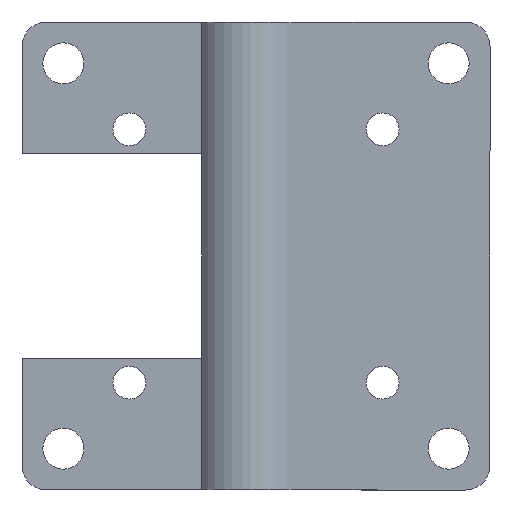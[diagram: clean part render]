
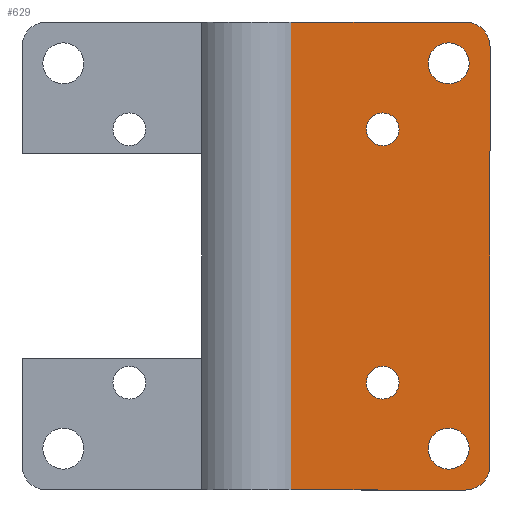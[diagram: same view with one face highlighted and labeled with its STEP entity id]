
A CAD part, front view. The second image highlights one B-rep face of the part: STEP entity #629.
In plain terms, the highlighted planar face has unit normal (0, -1, 0).
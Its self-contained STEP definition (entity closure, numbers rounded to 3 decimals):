
#31 = DIRECTION ( 'NONE',  ( 0., 1., 0. ) ) ;
#37 = DIRECTION ( 'NONE',  ( 0., 0., -1. ) ) ;
#64 = CARTESIAN_POINT ( 'NONE',  ( 23.57, 0., -23.57 ) ) ;
#97 = CIRCLE ( 'NONE', #256, 2.5 ) ;
#109 = CARTESIAN_POINT ( 'NONE',  ( 28.625, 0., -25.625 ) ) ;
#173 = AXIS2_PLACEMENT_3D ( 'NONE', #1152, #31, #399 ) ;
#188 = VERTEX_POINT ( 'NONE', #1344 ) ;
#207 = VERTEX_POINT ( 'NONE', #763 ) ;
#234 = DIRECTION ( 'NONE',  ( -1., 0., 0. ) ) ;
#241 = CARTESIAN_POINT ( 'NONE',  ( 25.625, 0., -25.625 ) ) ;
#256 = AXIS2_PLACEMENT_3D ( 'NONE', #2097, #1151, #1004 ) ;
#258 = DIRECTION ( 'NONE',  ( 0., 1., 0. ) ) ;
#289 = CIRCLE ( 'NONE', #1406, 2. ) ;
#365 = EDGE_LOOP ( 'NONE', ( #1476, #2333 ) ) ;
#399 = DIRECTION ( 'NONE',  ( 0., 0., 1. ) ) ;
#419 = CARTESIAN_POINT ( 'NONE',  ( 23.57, 0., -21.07 ) ) ;
#458 = DIRECTION ( 'NONE',  ( 0., 0., 1. ) ) ;
#472 = FACE_BOUND ( 'NONE', #365, .T. ) ;
#480 = AXIS2_PLACEMENT_3D ( 'NONE', #749, #1516, #1875 ) ;
#495 = VERTEX_POINT ( 'NONE', #1774 ) ;
#543 = EDGE_CURVE ( 'NONE', #1732, #207, #1993, .T. ) ;
#559 = CARTESIAN_POINT ( 'NONE',  ( 15.5, 0., 15.5 ) ) ;
#572 = CARTESIAN_POINT ( 'NONE',  ( 25.625, 0., 25.625 ) ) ;
#592 = VERTEX_POINT ( 'NONE', #419 ) ;
#598 = ORIENTED_EDGE ( 'NONE', *, *, #1324, .F. ) ;
#629 = ADVANCED_FACE ( 'NONE', ( #1452, #1798, #2180, #1051, #472 ), #853, .T. ) ;
#637 = AXIS2_PLACEMENT_3D ( 'NONE', #1064, #1613, #2012 ) ;
#666 = DIRECTION ( 'NONE',  ( 0., 0., -1. ) ) ;
#668 = ORIENTED_EDGE ( 'NONE', *, *, #1360, .F. ) ;
#749 = CARTESIAN_POINT ( 'NONE',  ( 15.5, 0., -15.5 ) ) ;
#763 = CARTESIAN_POINT ( 'NONE',  ( 25.625, 0., -28.625 ) ) ;
#809 = AXIS2_PLACEMENT_3D ( 'NONE', #1734, #258, #2301 ) ;
#820 = EDGE_CURVE ( 'NONE', #1856, #495, #884, .T. ) ;
#834 = DIRECTION ( 'NONE',  ( 0., 1., 0. ) ) ;
#853 = PLANE ( 'NONE',  #637 ) ;
#883 = CARTESIAN_POINT ( 'NONE',  ( 15.5, 0., 17.5 ) ) ;
#884 = CIRCLE ( 'NONE', #480, 2. ) ;
#885 = DIRECTION ( 'NONE',  ( 0., 1., 0. ) ) ;
#887 = ORIENTED_EDGE ( 'NONE', *, *, #2276, .T. ) ;
#902 = VERTEX_POINT ( 'NONE', #2285 ) ;
#924 = AXIS2_PLACEMENT_3D ( 'NONE', #64, #2335, #1745 ) ;
#942 = EDGE_CURVE ( 'NONE', #207, #2112, #1927, .T. ) ;
#978 = EDGE_CURVE ( 'NONE', #592, #188, #1995, .T. ) ;
#984 = CARTESIAN_POINT ( 'NONE',  ( 25.625, 0., -28.625 ) ) ;
#1004 = DIRECTION ( 'NONE',  ( 0., 0., 1. ) ) ;
#1031 = EDGE_CURVE ( 'NONE', #1075, #1976, #2048, .T. ) ;
#1051 = FACE_BOUND ( 'NONE', #1104, .T. ) ;
#1064 = CARTESIAN_POINT ( 'NONE',  ( 25.625, 0., -25.625 ) ) ;
#1075 = VERTEX_POINT ( 'NONE', #1394 ) ;
#1104 = EDGE_LOOP ( 'NONE', ( #1206, #1453 ) ) ;
#1120 = EDGE_LOOP ( 'NONE', ( #887, #1393 ) ) ;
#1127 = DIRECTION ( 'NONE',  ( 0., 1., 0. ) ) ;
#1140 = CARTESIAN_POINT ( 'NONE',  ( 4.249, 0., -28.625 ) ) ;
#1151 = DIRECTION ( 'NONE',  ( 0., 1., 0. ) ) ;
#1152 = CARTESIAN_POINT ( 'NONE',  ( 23.57, 0., 23.57 ) ) ;
#1206 = ORIENTED_EDGE ( 'NONE', *, *, #1583, .T. ) ;
#1207 = ORIENTED_EDGE ( 'NONE', *, *, #1819, .T. ) ;
#1209 = AXIS2_PLACEMENT_3D ( 'NONE', #1585, #834, #458 ) ;
#1212 = CIRCLE ( 'NONE', #2402, 2. ) ;
#1216 = VERTEX_POINT ( 'NONE', #883 ) ;
#1248 = CIRCLE ( 'NONE', #173, 2.5 ) ;
#1303 = EDGE_LOOP ( 'NONE', ( #2368, #2456, #1654, #1864, #668, #598 ) ) ;
#1308 = EDGE_CURVE ( 'NONE', #1976, #1075, #1248, .T. ) ;
#1324 = EDGE_CURVE ( 'NONE', #1986, #1416, #2239, .T. ) ;
#1325 = DIRECTION ( 'NONE',  ( 0., 1., 0. ) ) ;
#1326 = DIRECTION ( 'NONE',  ( 0., 0., 1. ) ) ;
#1344 = CARTESIAN_POINT ( 'NONE',  ( 23.57, 0., -26.07 ) ) ;
#1352 = CARTESIAN_POINT ( 'NONE',  ( 25.625, 0., 28.625 ) ) ;
#1360 = EDGE_CURVE ( 'NONE', #1416, #2260, #2399, .T. ) ;
#1384 = EDGE_LOOP ( 'NONE', ( #1207, #2119 ) ) ;
#1393 = ORIENTED_EDGE ( 'NONE', *, *, #2228, .T. ) ;
#1394 = CARTESIAN_POINT ( 'NONE',  ( 23.57, 0., 26.07 ) ) ;
#1406 = AXIS2_PLACEMENT_3D ( 'NONE', #559, #1127, #1326 ) ;
#1408 = AXIS2_PLACEMENT_3D ( 'NONE', #572, #1325, #2439 ) ;
#1414 = DIRECTION ( 'NONE',  ( 0., 1., 0. ) ) ;
#1416 = VERTEX_POINT ( 'NONE', #2098 ) ;
#1449 = VECTOR ( 'NONE', #1512, 1000. ) ;
#1452 = FACE_OUTER_BOUND ( 'NONE', #1303, .T. ) ;
#1453 = ORIENTED_EDGE ( 'NONE', *, *, #820, .T. ) ;
#1476 = ORIENTED_EDGE ( 'NONE', *, *, #1308, .T. ) ;
#1500 = CARTESIAN_POINT ( 'NONE',  ( 4.249, 0., 28.625 ) ) ;
#1512 = DIRECTION ( 'NONE',  ( 1., 0., 0. ) ) ;
#1516 = DIRECTION ( 'NONE',  ( 0., 1., 0. ) ) ;
#1564 = EDGE_CURVE ( 'NONE', #2260, #1732, #1815, .T. ) ;
#1572 = VECTOR ( 'NONE', #666, 1000. ) ;
#1583 = EDGE_CURVE ( 'NONE', #495, #1856, #1212, .T. ) ;
#1585 = CARTESIAN_POINT ( 'NONE',  ( 15.5, 0., 15.5 ) ) ;
#1613 = DIRECTION ( 'NONE',  ( 0., -1., 0. ) ) ;
#1625 = EDGE_CURVE ( 'NONE', #1986, #2112, #2185, .T. ) ;
#1645 = DIRECTION ( 'NONE',  ( 0., 0., 1. ) ) ;
#1654 = ORIENTED_EDGE ( 'NONE', *, *, #543, .F. ) ;
#1716 = AXIS2_PLACEMENT_3D ( 'NONE', #241, #1414, #37 ) ;
#1717 = VECTOR ( 'NONE', #234, 1000. ) ;
#1732 = VERTEX_POINT ( 'NONE', #1881 ) ;
#1734 = CARTESIAN_POINT ( 'NONE',  ( 23.57, 0., 23.57 ) ) ;
#1745 = DIRECTION ( 'NONE',  ( 0., 0., 1. ) ) ;
#1760 = CARTESIAN_POINT ( 'NONE',  ( 15.5, 0., -13.5 ) ) ;
#1774 = CARTESIAN_POINT ( 'NONE',  ( 15.5, 0., -17.5 ) ) ;
#1798 = FACE_BOUND ( 'NONE', #1120, .T. ) ;
#1815 = LINE ( 'NONE', #109, #1572 ) ;
#1819 = EDGE_CURVE ( 'NONE', #188, #592, #97, .T. ) ;
#1856 = VERTEX_POINT ( 'NONE', #1760 ) ;
#1864 = ORIENTED_EDGE ( 'NONE', *, *, #1564, .F. ) ;
#1875 = DIRECTION ( 'NONE',  ( 0., 0., 1. ) ) ;
#1881 = CARTESIAN_POINT ( 'NONE',  ( 28.625, 0., -25.625 ) ) ;
#1927 = LINE ( 'NONE', #984, #1717 ) ;
#1976 = VERTEX_POINT ( 'NONE', #2011 ) ;
#1981 = CARTESIAN_POINT ( 'NONE',  ( 28.625, 0., 25.625 ) ) ;
#1986 = VERTEX_POINT ( 'NONE', #1500 ) ;
#1993 = CIRCLE ( 'NONE', #1716, 3. ) ;
#1995 = CIRCLE ( 'NONE', #924, 2.5 ) ;
#2011 = CARTESIAN_POINT ( 'NONE',  ( 23.57, 0., 21.07 ) ) ;
#2012 = DIRECTION ( 'NONE',  ( 0., 0., -1. ) ) ;
#2045 = CARTESIAN_POINT ( 'NONE',  ( 15.5, 0., -15.5 ) ) ;
#2048 = CIRCLE ( 'NONE', #809, 2.5 ) ;
#2097 = CARTESIAN_POINT ( 'NONE',  ( 23.57, 0., -23.57 ) ) ;
#2098 = CARTESIAN_POINT ( 'NONE',  ( 25.625, 0., 28.625 ) ) ;
#2112 = VERTEX_POINT ( 'NONE', #1140 ) ;
#2119 = ORIENTED_EDGE ( 'NONE', *, *, #978, .T. ) ;
#2180 = FACE_BOUND ( 'NONE', #1384, .T. ) ;
#2185 = LINE ( 'NONE', #2370, #2321 ) ;
#2228 = EDGE_CURVE ( 'NONE', #1216, #902, #289, .T. ) ;
#2239 = LINE ( 'NONE', #1352, #1449 ) ;
#2260 = VERTEX_POINT ( 'NONE', #1981 ) ;
#2276 = EDGE_CURVE ( 'NONE', #902, #1216, #2436, .T. ) ;
#2285 = CARTESIAN_POINT ( 'NONE',  ( 15.5, 0., 13.5 ) ) ;
#2301 = DIRECTION ( 'NONE',  ( 0., 0., 1. ) ) ;
#2321 = VECTOR ( 'NONE', #2413, 1000. ) ;
#2333 = ORIENTED_EDGE ( 'NONE', *, *, #1031, .T. ) ;
#2335 = DIRECTION ( 'NONE',  ( 0., 1., 0. ) ) ;
#2368 = ORIENTED_EDGE ( 'NONE', *, *, #1625, .T. ) ;
#2370 = CARTESIAN_POINT ( 'NONE',  ( 4.249, 0., 39.842 ) ) ;
#2399 = CIRCLE ( 'NONE', #1408, 3. ) ;
#2402 = AXIS2_PLACEMENT_3D ( 'NONE', #2045, #885, #1645 ) ;
#2413 = DIRECTION ( 'NONE',  ( 0., 0., -1. ) ) ;
#2436 = CIRCLE ( 'NONE', #1209, 2. ) ;
#2439 = DIRECTION ( 'NONE',  ( 0., 0., -1. ) ) ;
#2456 = ORIENTED_EDGE ( 'NONE', *, *, #942, .F. ) ;
